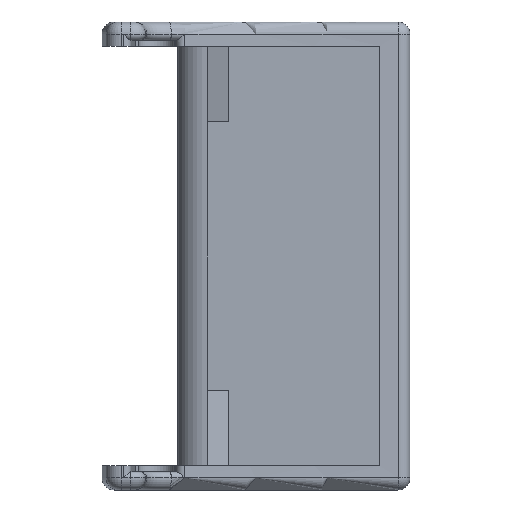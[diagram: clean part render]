
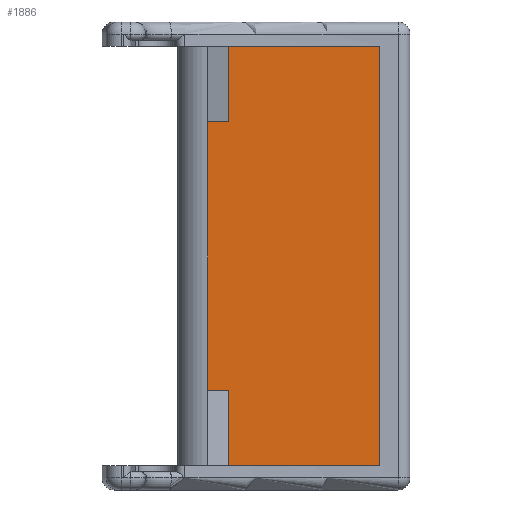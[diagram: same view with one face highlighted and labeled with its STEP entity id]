
A CAD part, front view. The second image highlights one B-rep face of the part: STEP entity #1886.
In plain terms, the highlighted planar face has unit normal (0, -1, 0).
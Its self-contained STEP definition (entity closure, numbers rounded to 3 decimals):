
#30 = EDGE_CURVE ( 'NONE', #1208, #810, #1701, .T. ) ;
#45 = DIRECTION ( 'NONE',  ( -1., 0., 0. ) ) ;
#156 = CARTESIAN_POINT ( 'NONE',  ( 1.7, -0.94, -13.9 ) ) ;
#202 = DIRECTION ( 'NONE',  ( -1., 0., 0. ) ) ;
#224 = CARTESIAN_POINT ( 'NONE',  ( 2.4, -0.94, -11.4 ) ) ;
#283 = CARTESIAN_POINT ( 'NONE',  ( 2.4, -0.94, -13.9 ) ) ;
#313 = VERTEX_POINT ( 'NONE', #515 ) ;
#394 = EDGE_CURVE ( 'NONE', #2947, #3098, #2190, .T. ) ;
#416 = CARTESIAN_POINT ( 'NONE',  ( 1.7, -0.94, -11.4 ) ) ;
#515 = CARTESIAN_POINT ( 'NONE',  ( 7.4, -0.94, -13.9 ) ) ;
#552 = VERTEX_POINT ( 'NONE', #606 ) ;
#558 = DIRECTION ( 'NONE',  ( 0., 1., 0. ) ) ;
#606 = CARTESIAN_POINT ( 'NONE',  ( 1.7, -0.94, -2.5 ) ) ;
#654 = LINE ( 'NONE', #816, #1949 ) ;
#676 = VECTOR ( 'NONE', #1185, 1000. ) ;
#692 = ORIENTED_EDGE ( 'NONE', *, *, #1067, .T. ) ;
#779 = VECTOR ( 'NONE', #3090, 1000. ) ;
#791 = AXIS2_PLACEMENT_3D ( 'NONE', #1537, #558, #1795 ) ;
#810 = VERTEX_POINT ( 'NONE', #1242 ) ;
#816 = CARTESIAN_POINT ( 'NONE',  ( 2.4, -0.94, -11.4 ) ) ;
#856 = VECTOR ( 'NONE', #202, 1000. ) ;
#884 = VECTOR ( 'NONE', #2071, 1000. ) ;
#902 = ORIENTED_EDGE ( 'NONE', *, *, #394, .T. ) ;
#906 = ORIENTED_EDGE ( 'NONE', *, *, #2120, .F. ) ;
#942 = LINE ( 'NONE', #2834, #779 ) ;
#981 = ORIENTED_EDGE ( 'NONE', *, *, #2746, .F. ) ;
#1018 = VECTOR ( 'NONE', #2128, 1000. ) ;
#1022 = VECTOR ( 'NONE', #1129, 1000. ) ;
#1067 = EDGE_CURVE ( 'NONE', #313, #1208, #1505, .T. ) ;
#1082 = VERTEX_POINT ( 'NONE', #2403 ) ;
#1129 = DIRECTION ( 'NONE',  ( 0., 0., 1. ) ) ;
#1166 = CARTESIAN_POINT ( 'NONE',  ( 7.4, -0.94, -13.9 ) ) ;
#1185 = DIRECTION ( 'NONE',  ( 0., 0., 1. ) ) ;
#1208 = VERTEX_POINT ( 'NONE', #2461 ) ;
#1213 = LINE ( 'NONE', #3112, #1022 ) ;
#1242 = CARTESIAN_POINT ( 'NONE',  ( 2.4, -0.94, 0. ) ) ;
#1425 = VECTOR ( 'NONE', #2810, 1000. ) ;
#1493 = ORIENTED_EDGE ( 'NONE', *, *, #2432, .F. ) ;
#1505 = LINE ( 'NONE', #1166, #676 ) ;
#1537 = CARTESIAN_POINT ( 'NONE',  ( 7.4, -0.94, -13.9 ) ) ;
#1581 = CARTESIAN_POINT ( 'NONE',  ( 7.4, -0.94, 0. ) ) ;
#1674 = LINE ( 'NONE', #156, #1018 ) ;
#1701 = LINE ( 'NONE', #1581, #1425 ) ;
#1795 = DIRECTION ( 'NONE',  ( -1., 0., 0. ) ) ;
#1886 = ADVANCED_FACE ( 'NONE', ( #2168 ), #2552, .F. ) ;
#1912 = ORIENTED_EDGE ( 'NONE', *, *, #2384, .T. ) ;
#1949 = VECTOR ( 'NONE', #45, 1000. ) ;
#2019 = LINE ( 'NONE', #2199, #856 ) ;
#2071 = DIRECTION ( 'NONE',  ( 0., 0., -1. ) ) ;
#2082 = ORIENTED_EDGE ( 'NONE', *, *, #2926, .F. ) ;
#2120 = EDGE_CURVE ( 'NONE', #1082, #810, #1213, .T. ) ;
#2128 = DIRECTION ( 'NONE',  ( 0., 0., 1. ) ) ;
#2165 = EDGE_LOOP ( 'NONE', ( #1493, #981, #902, #2082, #692, #2508, #906, #1912 ) ) ;
#2168 = FACE_OUTER_BOUND ( 'NONE', #2165, .T. ) ;
#2190 = LINE ( 'NONE', #283, #884 ) ;
#2199 = CARTESIAN_POINT ( 'NONE',  ( 7.4, -0.94, -13.9 ) ) ;
#2251 = CARTESIAN_POINT ( 'NONE',  ( 2.4, -0.94, -13.9 ) ) ;
#2384 = EDGE_CURVE ( 'NONE', #1082, #552, #942, .T. ) ;
#2403 = CARTESIAN_POINT ( 'NONE',  ( 2.4, -0.94, -2.5 ) ) ;
#2432 = EDGE_CURVE ( 'NONE', #2575, #552, #1674, .T. ) ;
#2461 = CARTESIAN_POINT ( 'NONE',  ( 7.4, -0.94, 0. ) ) ;
#2508 = ORIENTED_EDGE ( 'NONE', *, *, #30, .T. ) ;
#2552 = PLANE ( 'NONE',  #791 ) ;
#2575 = VERTEX_POINT ( 'NONE', #416 ) ;
#2746 = EDGE_CURVE ( 'NONE', #2947, #2575, #654, .T. ) ;
#2810 = DIRECTION ( 'NONE',  ( -1., 0., 0. ) ) ;
#2834 = CARTESIAN_POINT ( 'NONE',  ( 2.4, -0.94, -2.5 ) ) ;
#2926 = EDGE_CURVE ( 'NONE', #313, #3098, #2019, .T. ) ;
#2947 = VERTEX_POINT ( 'NONE', #224 ) ;
#3090 = DIRECTION ( 'NONE',  ( -1., 0., 0. ) ) ;
#3098 = VERTEX_POINT ( 'NONE', #2251 ) ;
#3112 = CARTESIAN_POINT ( 'NONE',  ( 2.4, -0.94, 0. ) ) ;
